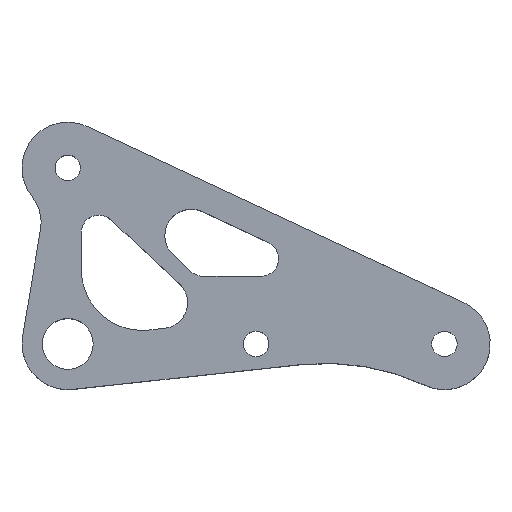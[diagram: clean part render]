
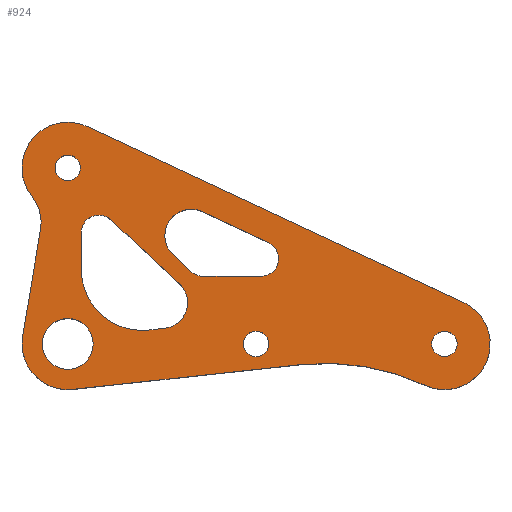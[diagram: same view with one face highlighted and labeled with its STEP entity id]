
A CAD part, top view. The second image highlights one B-rep face of the part: STEP entity #924.
In plain terms, the highlighted planar face has unit normal (0, 0, 1).
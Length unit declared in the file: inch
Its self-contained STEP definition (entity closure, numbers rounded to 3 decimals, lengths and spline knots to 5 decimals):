
#62=FACE_BOUND('',#172,.T.);
#63=FACE_BOUND('',#173,.T.);
#64=FACE_BOUND('',#174,.T.);
#65=FACE_BOUND('',#175,.T.);
#66=FACE_BOUND('',#176,.T.);
#67=FACE_BOUND('',#177,.T.);
#113=FACE_OUTER_BOUND('',#171,.T.);
#171=EDGE_LOOP('',(#835,#836,#837,#838,#839,#840,#841,#842));
#172=EDGE_LOOP('',(#843));
#173=EDGE_LOOP('',(#844));
#174=EDGE_LOOP('',(#845,#846,#847,#848,#849,#850));
#175=EDGE_LOOP('',(#851,#852,#853,#854,#855,#856));
#176=EDGE_LOOP('',(#857));
#177=EDGE_LOOP('',(#858));
#187=LINE('',#1363,#261);
#208=LINE('',#1432,#282);
#230=LINE('',#1538,#304);
#233=LINE('',#1546,#307);
#236=LINE('',#1554,#310);
#239=LINE('',#1562,#313);
#242=LINE('',#1570,#316);
#245=LINE('',#1578,#319);
#251=LINE('',#1600,#325);
#261=VECTOR('',#1066,0.3937);
#282=VECTOR('',#1129,0.3937);
#304=VECTOR('',#1225,0.3937);
#307=VECTOR('',#1234,0.3937);
#310=VECTOR('',#1243,0.3937);
#313=VECTOR('',#1252,0.3937);
#316=VECTOR('',#1261,0.3937);
#319=VECTOR('',#1270,0.3937);
#325=VECTOR('',#1300,0.3937);
#333=CIRCLE('',#946,0.3375);
#334=CIRCLE('',#948,0.0935);
#343=CIRCLE('',#964,1.73191);
#351=CIRCLE('',#980,0.3375);
#364=CIRCLE('',#996,0.1875);
#365=CIRCLE('',#1000,0.13);
#366=CIRCLE('',#1003,0.13);
#367=CIRCLE('',#1006,0.19459);
#368=CIRCLE('',#1009,0.45);
#369=CIRCLE('',#1012,0.19);
#370=CIRCLE('',#1015,0.13);
#371=CIRCLE('',#1017,0.0935);
#372=CIRCLE('',#1019,0.0935);
#373=CIRCLE('',#1021,0.3);
#374=CIRCLE('',#1024,0.3375);
#389=VERTEX_POINT('',#1360);
#390=VERTEX_POINT('',#1362);
#400=VERTEX_POINT('',#1386);
#401=VERTEX_POINT('',#1390);
#416=VERTEX_POINT('',#1429);
#417=VERTEX_POINT('',#1431);
#422=VERTEX_POINT('',#1450);
#446=VERTEX_POINT('',#1529);
#447=VERTEX_POINT('',#1535);
#448=VERTEX_POINT('',#1537);
#449=VERTEX_POINT('',#1541);
#450=VERTEX_POINT('',#1545);
#451=VERTEX_POINT('',#1549);
#452=VERTEX_POINT('',#1553);
#453=VERTEX_POINT('',#1559);
#454=VERTEX_POINT('',#1561);
#455=VERTEX_POINT('',#1565);
#456=VERTEX_POINT('',#1569);
#457=VERTEX_POINT('',#1573);
#458=VERTEX_POINT('',#1577);
#459=VERTEX_POINT('',#1583);
#460=VERTEX_POINT('',#1587);
#461=VERTEX_POINT('',#1591);
#462=VERTEX_POINT('',#1596);
#482=EDGE_CURVE('',#390,#389,#187,.T.);
#495=EDGE_CURVE('',#389,#400,#333,.T.);
#496=EDGE_CURVE('',#401,#401,#334,.T.);
#516=EDGE_CURVE('',#417,#416,#208,.T.);
#523=EDGE_CURVE('',#416,#422,#343,.T.);
#538=EDGE_CURVE('',#422,#390,#351,.T.);
#559=EDGE_CURVE('',#446,#446,#364,.T.);
#563=EDGE_CURVE('',#448,#447,#230,.T.);
#565=EDGE_CURVE('',#449,#448,#365,.T.);
#567=EDGE_CURVE('',#450,#449,#233,.T.);
#569=EDGE_CURVE('',#451,#450,#366,.T.);
#571=EDGE_CURVE('',#452,#451,#236,.T.);
#573=EDGE_CURVE('',#447,#452,#367,.T.);
#575=EDGE_CURVE('',#454,#453,#239,.T.);
#577=EDGE_CURVE('',#455,#454,#368,.T.);
#579=EDGE_CURVE('',#456,#455,#242,.T.);
#581=EDGE_CURVE('',#457,#456,#369,.T.);
#583=EDGE_CURVE('',#458,#457,#245,.T.);
#585=EDGE_CURVE('',#453,#458,#370,.T.);
#586=EDGE_CURVE('',#459,#459,#371,.T.);
#588=EDGE_CURVE('',#460,#460,#372,.T.);
#591=EDGE_CURVE('',#400,#461,#373,.T.);
#592=EDGE_CURVE('',#462,#417,#374,.T.);
#594=EDGE_CURVE('',#461,#462,#251,.T.);
#835=ORIENTED_EDGE('',*,*,#594,.T.);
#836=ORIENTED_EDGE('',*,*,#592,.T.);
#837=ORIENTED_EDGE('',*,*,#516,.T.);
#838=ORIENTED_EDGE('',*,*,#523,.T.);
#839=ORIENTED_EDGE('',*,*,#538,.T.);
#840=ORIENTED_EDGE('',*,*,#482,.T.);
#841=ORIENTED_EDGE('',*,*,#495,.T.);
#842=ORIENTED_EDGE('',*,*,#591,.T.);
#843=ORIENTED_EDGE('',*,*,#588,.T.);
#844=ORIENTED_EDGE('',*,*,#586,.T.);
#845=ORIENTED_EDGE('',*,*,#585,.T.);
#846=ORIENTED_EDGE('',*,*,#583,.T.);
#847=ORIENTED_EDGE('',*,*,#581,.T.);
#848=ORIENTED_EDGE('',*,*,#579,.T.);
#849=ORIENTED_EDGE('',*,*,#577,.T.);
#850=ORIENTED_EDGE('',*,*,#575,.T.);
#851=ORIENTED_EDGE('',*,*,#573,.T.);
#852=ORIENTED_EDGE('',*,*,#571,.T.);
#853=ORIENTED_EDGE('',*,*,#569,.T.);
#854=ORIENTED_EDGE('',*,*,#567,.T.);
#855=ORIENTED_EDGE('',*,*,#565,.T.);
#856=ORIENTED_EDGE('',*,*,#563,.T.);
#857=ORIENTED_EDGE('',*,*,#496,.T.);
#858=ORIENTED_EDGE('',*,*,#559,.T.);
#878=PLANE('',#1026);
#924=ADVANCED_FACE('',(#113,#62,#63,#64,#65,#66,#67),#878,.T.);
#946=AXIS2_PLACEMENT_3D('',#1388,#1086,#1087);
#948=AXIS2_PLACEMENT_3D('',#1391,#1090,#1091);
#964=AXIS2_PLACEMENT_3D('',#1452,#1138,#1139);
#980=AXIS2_PLACEMENT_3D('',#1488,#1176,#1177);
#996=AXIS2_PLACEMENT_3D('',#1530,#1216,#1217);
#1000=AXIS2_PLACEMENT_3D('',#1542,#1229,#1230);
#1003=AXIS2_PLACEMENT_3D('',#1550,#1238,#1239);
#1006=AXIS2_PLACEMENT_3D('',#1557,#1247,#1248);
#1009=AXIS2_PLACEMENT_3D('',#1566,#1256,#1257);
#1012=AXIS2_PLACEMENT_3D('',#1574,#1265,#1266);
#1015=AXIS2_PLACEMENT_3D('',#1581,#1274,#1275);
#1017=AXIS2_PLACEMENT_3D('',#1584,#1278,#1279);
#1019=AXIS2_PLACEMENT_3D('',#1588,#1283,#1284);
#1021=AXIS2_PLACEMENT_3D('',#1593,#1289,#1290);
#1024=AXIS2_PLACEMENT_3D('',#1597,#1295,#1296);
#1026=AXIS2_PLACEMENT_3D('',#1601,#1301,#1302);
#1066=DIRECTION('',(-0.906,0.423,0.));
#1086=DIRECTION('center_axis',(0.,0.,1.));
#1087=DIRECTION('ref_axis',(0.423,0.906,0.));
#1090=DIRECTION('center_axis',(0.,0.,-1.));
#1091=DIRECTION('ref_axis',(1.,0.,0.));
#1129=DIRECTION('',(0.994,0.108,0.));
#1138=DIRECTION('center_axis',(0.,0.,-1.));
#1139=DIRECTION('ref_axis',(0.423,0.906,0.));
#1176=DIRECTION('center_axis',(0.,0.,1.));
#1177=DIRECTION('ref_axis',(-0.423,-0.906,0.));
#1216=DIRECTION('center_axis',(0.,0.,-1.));
#1217=DIRECTION('ref_axis',(1.,0.,0.));
#1225=DIRECTION('',(-0.731,0.683,0.));
#1229=DIRECTION('center_axis',(0.,0.,-1.));
#1230=DIRECTION('ref_axis',(-0.683,-0.731,0.));
#1234=DIRECTION('',(-1.,0.,0.));
#1238=DIRECTION('center_axis',(0.,0.,-1.));
#1239=DIRECTION('ref_axis',(0.,-1.,0.));
#1243=DIRECTION('',(0.906,-0.423,0.));
#1247=DIRECTION('center_axis',(0.,0.,-1.));
#1248=DIRECTION('ref_axis',(0.423,0.906,0.));
#1252=DIRECTION('',(0.,1.,0.));
#1256=DIRECTION('center_axis',(0.,0.,-1.));
#1257=DIRECTION('ref_axis',(-1.,0.,0.));
#1261=DIRECTION('',(-0.994,-0.108,0.));
#1265=DIRECTION('center_axis',(0.,0.,-1.));
#1266=DIRECTION('ref_axis',(0.108,-0.994,0.));
#1270=DIRECTION('',(0.731,-0.683,0.));
#1274=DIRECTION('center_axis',(0.,0.,-1.));
#1275=DIRECTION('ref_axis',(0.683,0.731,0.));
#1278=DIRECTION('center_axis',(0.,0.,-1.));
#1279=DIRECTION('ref_axis',(1.,0.,0.));
#1283=DIRECTION('center_axis',(0.,0.,-1.));
#1284=DIRECTION('ref_axis',(1.,0.,0.));
#1289=DIRECTION('center_axis',(0.,0.,-1.));
#1290=DIRECTION('ref_axis',(0.986,-0.165,0.));
#1295=DIRECTION('center_axis',(0.,0.,1.));
#1296=DIRECTION('ref_axis',(-0.986,0.165,0.));
#1300=DIRECTION('',(-0.165,-0.986,0.));
#1301=DIRECTION('center_axis',(0.,0.,1.));
#1302=DIRECTION('ref_axis',(1.,0.,0.));
#1360=CARTESIAN_POINT('',(0.14288,1.60576,0.3885));
#1362=CARTESIAN_POINT('',(2.92488,0.30576,0.3885));
#1363=CARTESIAN_POINT('',(2.92488,0.30576,0.3885));
#1386=CARTESIAN_POINT('',(-0.26253,1.0879,0.3885));
#1388=CARTESIAN_POINT('Origin',(0.,1.3,0.3885));
#1390=CARTESIAN_POINT('',(-0.0935,1.3,0.3885));
#1391=CARTESIAN_POINT('Origin',(0.,1.3,0.3885));
#1429=CARTESIAN_POINT('',(1.71915,-0.15301,0.3885));
#1431=CARTESIAN_POINT('',(0.03639,-0.33553,0.3885));
#1432=CARTESIAN_POINT('',(0.03639,-0.33553,0.3885));
#1450=CARTESIAN_POINT('',(2.63912,-0.30576,0.3885));
#1452=CARTESIAN_POINT('Origin',(1.90592,-1.87482,0.3885));
#1488=CARTESIAN_POINT('Origin',(2.782,0.,0.3885));
#1529=CARTESIAN_POINT('',(-0.1875,0.,0.3885));
#1530=CARTESIAN_POINT('Origin',(0.,0.,0.3885));
#1535=CARTESIAN_POINT('',(0.77865,0.65783,0.3885));
#1537=CARTESIAN_POINT('',(0.91006,0.53502,0.3885));
#1538=CARTESIAN_POINT('',(0.77865,0.65783,0.3885));
#1541=CARTESIAN_POINT('',(0.99883,0.5,0.3885));
#1542=CARTESIAN_POINT('Origin',(0.99883,0.63,0.3885));
#1545=CARTESIAN_POINT('',(1.42789,0.5,0.3885));
#1546=CARTESIAN_POINT('',(0.99883,0.5,0.3885));
#1549=CARTESIAN_POINT('',(1.48293,0.74778,0.3885));
#1550=CARTESIAN_POINT('Origin',(1.42789,0.63,0.3885));
#1553=CARTESIAN_POINT('',(0.9939,0.97629,0.3885));
#1554=CARTESIAN_POINT('',(0.9939,0.97629,0.3885));
#1557=CARTESIAN_POINT('Origin',(0.91152,0.8,0.3885));
#1559=CARTESIAN_POINT('',(0.1,0.82157,0.3885));
#1561=CARTESIAN_POINT('',(0.1,0.55002,0.3885));
#1562=CARTESIAN_POINT('',(0.1,0.82157,0.3885));
#1565=CARTESIAN_POINT('',(0.59853,0.10264,0.3885));
#1566=CARTESIAN_POINT('Origin',(0.55,0.55002,0.3885));
#1569=CARTESIAN_POINT('',(0.7161,0.11539,0.3885));
#1570=CARTESIAN_POINT('',(0.59853,0.10264,0.3885));
#1573=CARTESIAN_POINT('',(0.82535,0.4431,0.3885));
#1574=CARTESIAN_POINT('Origin',(0.69561,0.30429,0.3885));
#1577=CARTESIAN_POINT('',(0.31876,0.91654,0.3885));
#1578=CARTESIAN_POINT('',(0.31876,0.91654,0.3885));
#1581=CARTESIAN_POINT('Origin',(0.23,0.82157,0.3885));
#1583=CARTESIAN_POINT('',(1.2975,0.,0.3885));
#1584=CARTESIAN_POINT('Origin',(1.391,0.,0.3885));
#1587=CARTESIAN_POINT('',(2.6885,0.,0.3885));
#1588=CARTESIAN_POINT('Origin',(2.782,0.,0.3885));
#1591=CARTESIAN_POINT('',(-0.2,0.84987,0.3885));
#1593=CARTESIAN_POINT('Origin',(-0.49589,0.89937,0.3885));
#1596=CARTESIAN_POINT('',(-0.33287,0.05569,0.3885));
#1597=CARTESIAN_POINT('Origin',(0.,0.,0.3885));
#1600=CARTESIAN_POINT('',(-0.2,0.84987,0.3885));
#1601=CARTESIAN_POINT('Origin',(1.391,0.65,0.3885));
